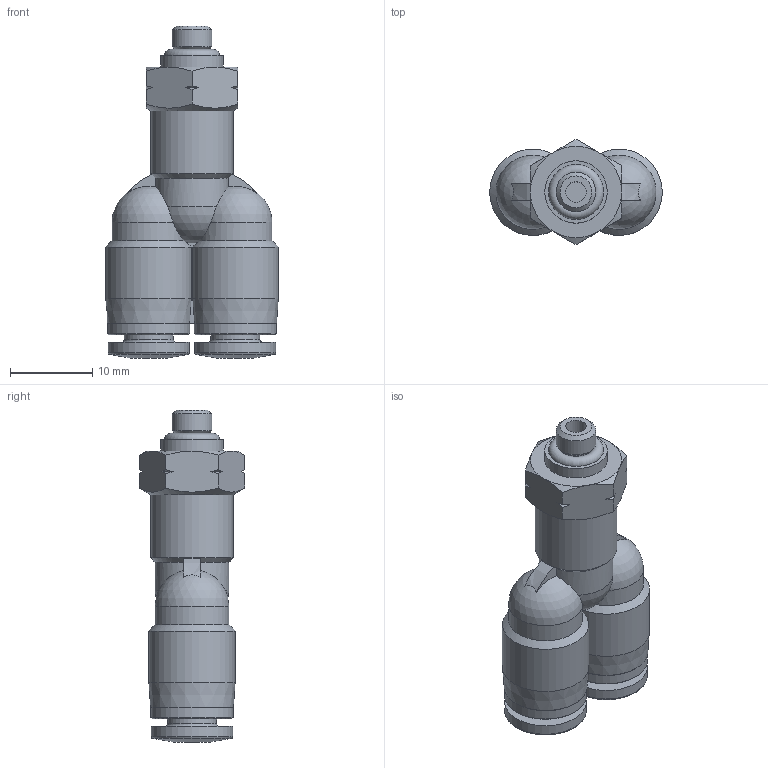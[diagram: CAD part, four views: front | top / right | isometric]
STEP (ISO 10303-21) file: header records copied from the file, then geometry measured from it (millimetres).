
FILE_DESCRIPTION(/* description */ ('STEP AP214'),/* implementation_level */ '2;1');
FILE_NAME(/* name */ '564684_QBY-10-32-UNF-5_32-U',/* time_stamp */ '2024-09-14T05:20:22+02:00',/* author */ ('License CC BY-ND 4.0'),/* organization */ ('CADENAS'),/* preprocessor_version */ 'ST-DEVELOPER v19.3',/* originating_system */ 'PARTsolutions',/* authorisation */ ' ');
FILE_SCHEMA (('AUTOMOTIVE_DESIGN {1 0 10303 214 3 1 1}'));
Length unit declared in the file: millimetre
Products named in the file (1): 564684 QBY-10-32-UNF-5/32-U
Bounding box: 21 x 12.83 x 40.4 mm (x, y, z)
Volume: 4022.8 mm3; surface area: 2819 mm2
Topology: 1 solids, 1 shells, 95 faces, 228 edges, 144 vertices
Faces by surface type: cone 30, plane 29, cylinder 23, torus 7, sphere 6
Full cylindrical faces by diameter (mm): 2.5 x3, 3.881 x1, 3.968 x2, 4.826 x1, 5.968 x2, 7.6 x1, 9.9 x2, 10 x3
Entity records: 3286 total; most frequent: CARTESIAN_POINT 640, DIRECTION 394, ORIENTED_EDGE 372, EDGE_CURVE 186, AXIS2_PLACEMENT_3D 182, EDGE_LOOP 138, FACE_BOUND 138, VERTEX_POINT 136
